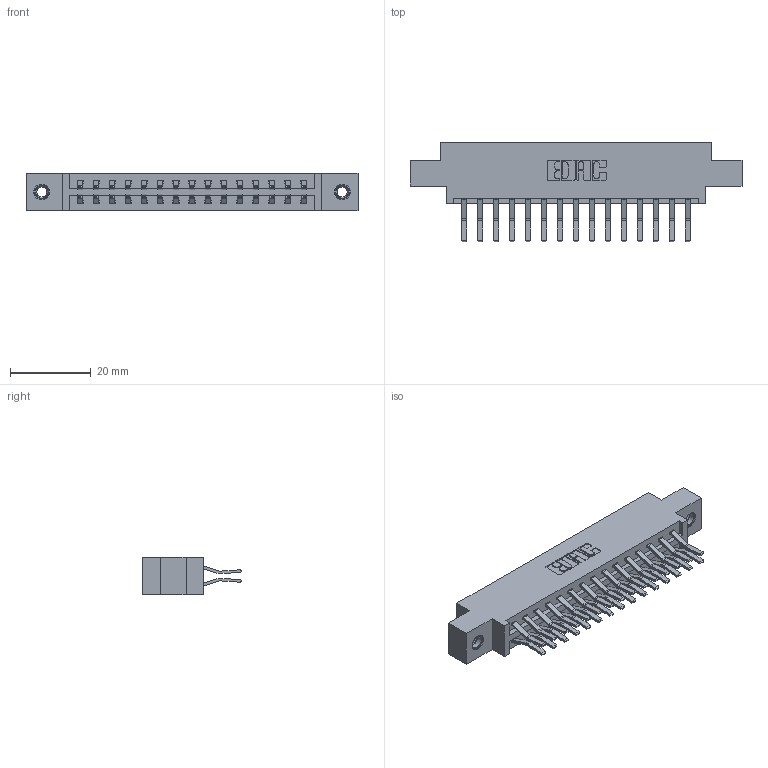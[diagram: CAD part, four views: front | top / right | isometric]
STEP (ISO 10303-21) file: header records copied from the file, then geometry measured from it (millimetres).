
FILE_DESCRIPTION (( 'STEP AP203' ), '1' );
FILE_NAME ('387-030-560-807.STEP', '2019-10-17T15:17:09', ( '' ), ( '' ), 'SwSTEP 2.0', 'SolidWorks 2016', '' );
FILE_SCHEMA (( 'CONFIG_CONTROL_DESIGN' ));
Length unit declared in the file: inch
Products named in the file (4): 345-292-001_560 Tail; 387-030-560-807; 345-250-001_345-250-005-103; 337 Part_0.170 Offset - 0.156 Dia-TI
Assembly tree (33 placements, depth 2):
  387-030-560-807
    337 Part_0.170 Offset - 0.156 Dia-TI
    345-292-001_560 Tail  x30
    345-250-001_345-250-005-103  x2
Bounding box: 82.45 x 24.78 x 9.4 mm (x, y, z)
Volume: 8395.3 mm3; surface area: 9941.5 mm2
Topology: 33 solids, 33 shells, 1858 faces, 5469 edges, 3598 vertices
Faces by surface type: plane 1246, cylinder 596, cone 12, torus 4
Entity records: 16528 total; most frequent: CARTESIAN_POINT 2789, ORIENTED_EDGE 2718, DIRECTION 2457, EDGE_CURVE 1359, VECTOR 1207, LINE 1207, VERTEX_POINT 900, AXIS2_PLACEMENT_3D 625
